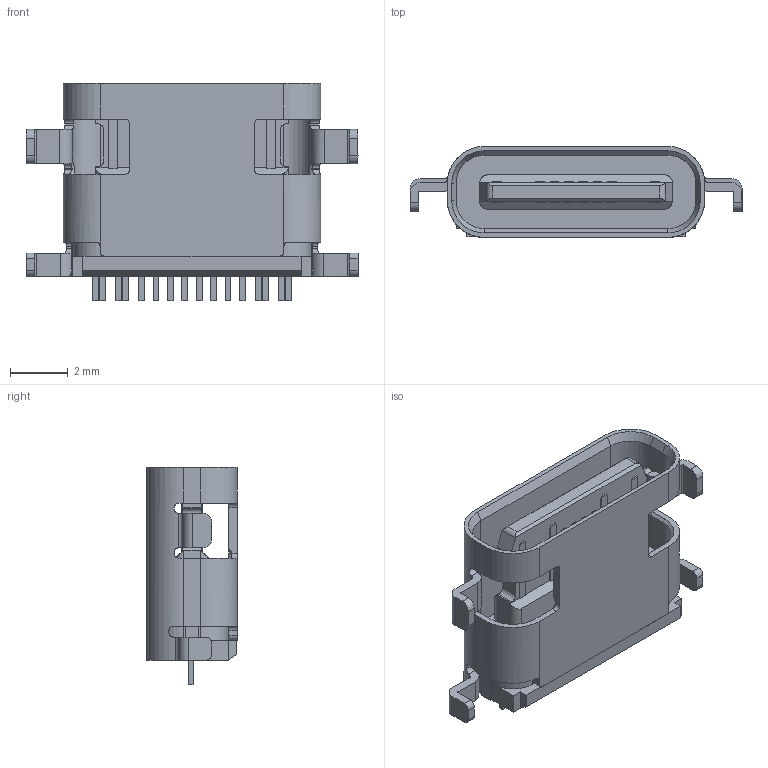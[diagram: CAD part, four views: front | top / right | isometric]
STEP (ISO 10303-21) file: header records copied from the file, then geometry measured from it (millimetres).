
FILE_DESCRIPTION((''),'2;1');
FILE_NAME('C-2340901-1','2019-05-22T07:43:58',('workeradm'),('TE Connectivity Ltd.'),'CREO PARAMETRIC BY PTC INC, 2018190','CREO PARAMETRIC BY PTC INC, 2018190','');
FILE_SCHEMA(('AUTOMOTIVE_DESIGN { 1 0 10303 214 1 1 1 1 }'));
Length unit declared in the file: millimetre
Products named in the file (1): C-2340901-1
Bounding box: 11.54 x 3.16 x 7.55 mm (x, y, z)
Volume: 105.5 mm3; surface area: 390.8 mm2
Topology: 1 solids, 1 shells, 451 faces, 1272 edges, 834 vertices
Faces by surface type: plane 311, cylinder 118, cone 18, bspline 4
Entity records: 15739 total; most frequent: CARTESIAN_POINT 3900, ORIENTED_EDGE 2544, DIRECTION 2356, EDGE_CURVE 1272, VECTOR 974, LINE 974, VERTEX_POINT 834, AXIS2_PLACEMENT_3D 691
